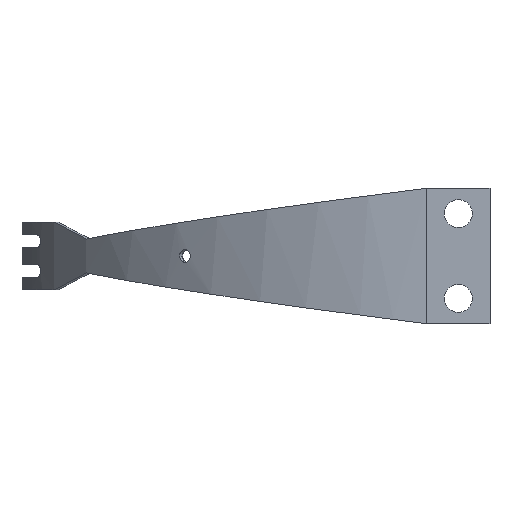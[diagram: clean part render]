
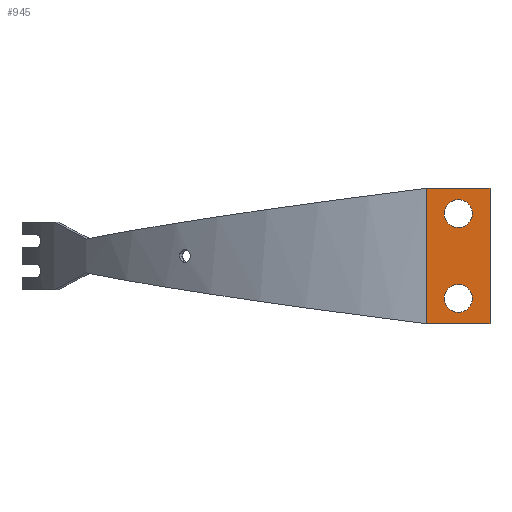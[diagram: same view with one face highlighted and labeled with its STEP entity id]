
A CAD part, front view. The second image highlights one B-rep face of the part: STEP entity #945.
In plain terms, the highlighted planar face has unit normal (0, -1, 0).
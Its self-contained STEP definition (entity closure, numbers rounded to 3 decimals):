
#485 = DIRECTION ( 'NONE',  ( 0., 0., -1. ) ) ;
#486 = VECTOR ( 'NONE', #485, 1000. ) ;
#487 = CARTESIAN_POINT ( 'NONE',  ( 0., -1.17, 32. ) ) ;
#509 = LINE ( 'NONE', #487, #486 ) ;
#510 = CARTESIAN_POINT ( 'NONE',  ( -4.2, -1.17, 6. ) ) ;
#521 = DIRECTION ( 'NONE',  ( 1., 0., 0. ) ) ;
#522 = DIRECTION ( 'NONE',  ( 0., -1., 0. ) ) ;
#523 = CARTESIAN_POINT ( 'NONE',  ( -7.5, -1.17, 6. ) ) ;
#524 = AXIS2_PLACEMENT_3D ( 'NONE', #523, #522, #521 ) ;
#531 = CIRCLE ( 'NONE', #524, 3.3 ) ;
#540 = CARTESIAN_POINT ( 'NONE',  ( -4.2, -1.17, 26. ) ) ;
#568 = DIRECTION ( 'NONE',  ( 1., 0., 0. ) ) ;
#569 = DIRECTION ( 'NONE',  ( 0., -1., 0. ) ) ;
#570 = AXIS2_PLACEMENT_3D ( 'NONE', #590, #569, #568 ) ;
#571 = CIRCLE ( 'NONE', #570, 3.3 ) ;
#580 = CARTESIAN_POINT ( 'NONE',  ( -10.8, -1.17, 26. ) ) ;
#582 = CARTESIAN_POINT ( 'NONE',  ( -10.8, -1.17, 6. ) ) ;
#590 = CARTESIAN_POINT ( 'NONE',  ( -7.5, -1.17, 26. ) ) ;
#908 = VERTEX_POINT ( 'NONE', #1261 ) ;
#909 = EDGE_CURVE ( 'NONE', #1276, #1245, #1353, .T. ) ;
#921 = VERTEX_POINT ( 'NONE', #1384 ) ;
#927 = EDGE_CURVE ( 'NONE', #949, #959, #1414, .T. ) ;
#935 = EDGE_LOOP ( 'NONE', ( #940, #941, #948, #958 ) ) ;
#936 = ORIENTED_EDGE ( 'NONE', *, *, #972, .F. ) ;
#939 = EDGE_LOOP ( 'NONE', ( #964, #962 ) ) ;
#940 = ORIENTED_EDGE ( 'NONE', *, *, #952, .F. ) ;
#941 = ORIENTED_EDGE ( 'NONE', *, *, #1272, .F. ) ;
#945 = ADVANCED_FACE ( 'NONE', ( #1416, #1408, #1397 ), #1403, .T. ) ;
#948 = ORIENTED_EDGE ( 'NONE', *, *, #955, .T. ) ;
#949 = VERTEX_POINT ( 'NONE', #1395 ) ;
#951 = ORIENTED_EDGE ( 'NONE', *, *, #1249, .F. ) ;
#952 = EDGE_CURVE ( 'NONE', #921, #959, #1439, .T. ) ;
#955 = EDGE_CURVE ( 'NONE', #908, #949, #1427, .T. ) ;
#958 = ORIENTED_EDGE ( 'NONE', *, *, #927, .T. ) ;
#959 = VERTEX_POINT ( 'NONE', #1429 ) ;
#962 = ORIENTED_EDGE ( 'NONE', *, *, #909, .F. ) ;
#963 = EDGE_LOOP ( 'NONE', ( #951, #936 ) ) ;
#964 = ORIENTED_EDGE ( 'NONE', *, *, #1284, .F. ) ;
#972 = EDGE_CURVE ( 'NONE', #1285, #1253, #1445, .T. ) ;
#1245 = VERTEX_POINT ( 'NONE', #582 ) ;
#1249 = EDGE_CURVE ( 'NONE', #1253, #1285, #571, .T. ) ;
#1253 = VERTEX_POINT ( 'NONE', #580 ) ;
#1261 = CARTESIAN_POINT ( 'NONE',  ( 0., -1.17, 32. ) ) ;
#1272 = EDGE_CURVE ( 'Edge3', #908, #921, #509, .T. ) ;
#1276 = VERTEX_POINT ( 'NONE', #510 ) ;
#1284 = EDGE_CURVE ( 'NONE', #1245, #1276, #531, .T. ) ;
#1285 = VERTEX_POINT ( 'NONE', #540 ) ;
#1342 = DIRECTION ( 'NONE',  ( 1., 0., 0. ) ) ;
#1343 = DIRECTION ( 'NONE',  ( 0., -1., 0. ) ) ;
#1344 = CARTESIAN_POINT ( 'NONE',  ( -7.5, -1.17, 26. ) ) ;
#1349 = AXIS2_PLACEMENT_3D ( 'NONE', #1344, #1343, #1342 ) ;
#1351 = DIRECTION ( 'NONE',  ( 1., 0., 0. ) ) ;
#1352 = AXIS2_PLACEMENT_3D ( 'NONE', #1377, #1386, #1351 ) ;
#1353 = CIRCLE ( 'NONE', #1352, 3.3 ) ;
#1377 = CARTESIAN_POINT ( 'NONE',  ( -7.5, -1.17, 6. ) ) ;
#1384 = CARTESIAN_POINT ( 'NONE',  ( 0., -1.17, 0. ) ) ;
#1386 = DIRECTION ( 'NONE',  ( 0., -1., 0. ) ) ;
#1390 = DIRECTION ( 'NONE',  ( 0., -1., 0. ) ) ;
#1391 = CARTESIAN_POINT ( 'NONE',  ( 0., -1.17, 32. ) ) ;
#1395 = CARTESIAN_POINT ( 'NONE',  ( -15., -1.17, 32. ) ) ;
#1397 = FACE_OUTER_BOUND ( 'NONE', #935, .T. ) ;
#1398 = AXIS2_PLACEMENT_3D ( 'NONE', #1391, #1390, #1454 ) ;
#1403 = PLANE ( 'NONE',  #1398 ) ;
#1404 = DIRECTION ( 'NONE',  ( 0., 0., -1. ) ) ;
#1405 = VECTOR ( 'NONE', #1404, 1000. ) ;
#1406 = CARTESIAN_POINT ( 'NONE',  ( -15., -1.17, 32. ) ) ;
#1408 = FACE_BOUND ( 'NONE', #939, .T. ) ;
#1414 = LINE ( 'NONE', #1406, #1405 ) ;
#1416 = FACE_BOUND ( 'NONE', #963, .T. ) ;
#1422 = VECTOR ( 'NONE', #1455, 1000. ) ;
#1427 = LINE ( 'NONE', #1444, #1422 ) ;
#1429 = CARTESIAN_POINT ( 'NONE',  ( -15., -1.17, 0. ) ) ;
#1432 = DIRECTION ( 'NONE',  ( -1., 0., 0. ) ) ;
#1433 = VECTOR ( 'NONE', #1432, 1000. ) ;
#1434 = CARTESIAN_POINT ( 'NONE',  ( 0., -1.17, 0. ) ) ;
#1439 = LINE ( 'NONE', #1434, #1433 ) ;
#1444 = CARTESIAN_POINT ( 'NONE',  ( 0., -1.17, 32. ) ) ;
#1445 = CIRCLE ( 'NONE', #1349, 3.3 ) ;
#1454 = DIRECTION ( 'NONE',  ( 1., 0., 0. ) ) ;
#1455 = DIRECTION ( 'NONE',  ( -1., 0., 0. ) ) ;
